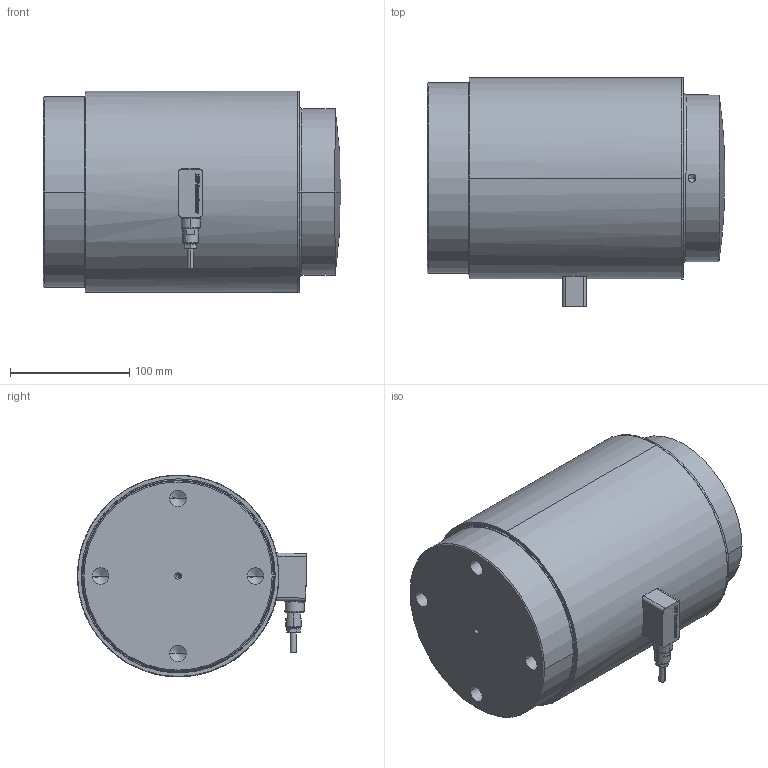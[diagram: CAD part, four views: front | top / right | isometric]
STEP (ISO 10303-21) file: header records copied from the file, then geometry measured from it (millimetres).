
FILE_DESCRIPTION(('STEP AP214'),'1');
FILE_NAME('CLS 500t.stp','2015-05-18T08:11:20',(' '),(' '),'Spatial InterOp 3D',' ',' ');
FILE_SCHEMA(('automotive_design'));
Length unit declared in the file: metre
Products named in the file (1): Box
Bounding box: 250.09 x 192.25 x 169.27 mm (x, y, z)
Volume: 5160759 mm3; surface area: 361329.7 mm2
Topology: 1 solids, 1 shells, 253 faces, 642 edges, 411 vertices
Faces by surface type: plane 143, cylinder 40, extrusion 36, cone 22, torus 6, revolution 2, sphere 2, bspline 2
Entity records: 10285 total; most frequent: CARTESIAN_POINT 2315, ORIENTED_EDGE 1252, DIRECTION 1104, EDGE_CURVE 626, VECTOR 454, LINE 418, VERTEX_POINT 411, AXIS2_PLACEMENT_3D 324
